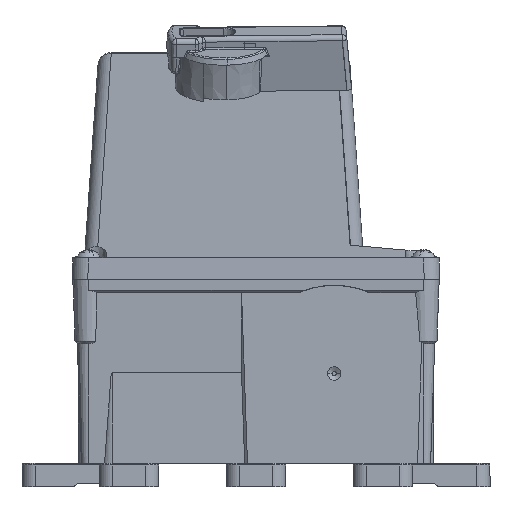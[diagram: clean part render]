
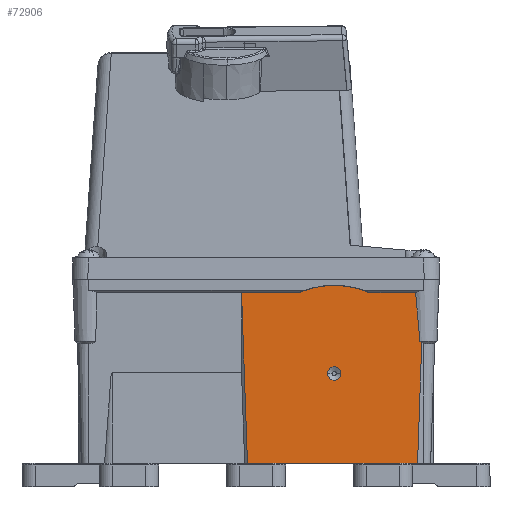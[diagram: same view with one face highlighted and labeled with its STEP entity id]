
A CAD part, front view. The second image highlights one B-rep face of the part: STEP entity #72906.
In plain terms, the highlighted planar face has unit normal (0, -1, 0).
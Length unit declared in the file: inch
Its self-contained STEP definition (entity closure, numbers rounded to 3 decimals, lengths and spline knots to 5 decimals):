
#509 = VERTEX_POINT ( 'NONE', #32880 ) ;
#581 = ORIENTED_EDGE ( 'NONE', *, *, #9157, .F. ) ;
#1063 = CARTESIAN_POINT ( 'NONE',  ( 3.0059, -5.79693, 3.32636 ) ) ;
#1697 = CARTESIAN_POINT ( 'NONE',  ( -0.27081, -5.79693, 3.63023 ) ) ;
#3327 = B_SPLINE_CURVE_WITH_KNOTS ( 'NONE', 3,
 ( #94448, #72588, #26529, #11681 ),
 .UNSPECIFIED., .F., .F.,
 ( 4, 4 ),
 ( 0., 0.00091 ),
 .UNSPECIFIED. ) ;
#5942 = ORIENTED_EDGE ( 'NONE', *, *, #14841, .F. ) ;
#9157 = EDGE_CURVE ( 'NONE', #64760, #67663, #3327, .T. ) ;
#10082 = DIRECTION ( 'NONE',  ( -0.035, 0., -0.999 ) ) ;
#10236 = ORIENTED_EDGE ( 'NONE', *, *, #97732, .F. ) ;
#10483 = EDGE_CURVE ( 'NONE', #53757, #96326, #48831, .T. ) ;
#10918 = VERTEX_POINT ( 'NONE', #72029 ) ;
#11647 = DIRECTION ( 'NONE',  ( -0.035, 0., 0.999 ) ) ;
#11681 = CARTESIAN_POINT ( 'NONE',  ( 3.09963, -5.79693, 2.71298 ) ) ;
#14841 = EDGE_CURVE ( 'NONE', #509, #75991, #55722, .T. ) ;
#17050 = LINE ( 'NONE', #40304, #85623 ) ;
#17133 = LINE ( 'NONE', #49296, #25281 ) ;
#20302 = CARTESIAN_POINT ( 'NONE',  ( 0.79834, -5.79693, 3.63023 ) ) ;
#20891 = ORIENTED_EDGE ( 'NONE', *, *, #43718, .F. ) ;
#20952 = VECTOR ( 'NONE', #70091, 39.37008 ) ;
#22058 = PLANE ( 'NONE',  #26501 ) ;
#22322 = CARTESIAN_POINT ( 'NONE',  ( -0.15941, -5.79693, 0.44 ) ) ;
#22448 = VECTOR ( 'NONE', #78971, 39.37008 ) ;
#23295 = ORIENTED_EDGE ( 'NONE', *, *, #84856, .F. ) ;
#23699 = VECTOR ( 'NONE', #49245, 39.37008 ) ;
#24844 = CARTESIAN_POINT ( 'NONE',  ( 3.03148, -5.79693, 3.02281 ) ) ;
#25281 = VECTOR ( 'NONE', #11647, 39.37008 ) ;
#26501 = AXIS2_PLACEMENT_3D ( 'NONE', #35474, #67644, #65702 ) ;
#26529 = CARTESIAN_POINT ( 'NONE',  ( 3.08771, -5.79693, 2.71453 ) ) ;
#31903 = CARTESIAN_POINT ( 'NONE',  ( 2.12757, -5.79693, 3.63023 ) ) ;
#32880 = CARTESIAN_POINT ( 'NONE',  ( -0.27081, -5.79693, 3.63023 ) ) ;
#33895 = LINE ( 'NONE', #31903, #22448 ) ;
#35397 = CARTESIAN_POINT ( 'NONE',  ( 1.58795, -5.79693, 2.11998 ) ) ;
#35474 = CARTESIAN_POINT ( 'NONE',  ( 3.66023, -5.79693, 3.63023 ) ) ;
#38829 = CIRCLE ( 'NONE', #94259, 1.65 ) ;
#40304 = CARTESIAN_POINT ( 'NONE',  ( 3.09963, -5.79693, 2.71298 ) ) ;
#41822 = CARTESIAN_POINT ( 'NONE',  ( 2.905, -5.79693, 0.44 ) ) ;
#42349 = ORIENTED_EDGE ( 'NONE', *, *, #80278, .F. ) ;
#42544 = AXIS2_PLACEMENT_3D ( 'NONE', #97751, #68940, #61525 ) ;
#43718 = EDGE_CURVE ( 'NONE', #75991, #62606, #38829, .T. ) ;
#45621 = CARTESIAN_POINT ( 'NONE',  ( 1.46295, -5.79693, 2.12 ) ) ;
#45805 = EDGE_CURVE ( 'NONE', #67663, #10918, #17050, .T. ) ;
#47174 = CARTESIAN_POINT ( 'NONE',  ( 3.02478, -5.79693, 3.09868 ) ) ;
#48051 = ORIENTED_EDGE ( 'NONE', *, *, #71689, .F. ) ;
#48715 = AXIS2_PLACEMENT_3D ( 'NONE', #78113, #85534, #93998 ) ;
#48831 = CIRCLE ( 'NONE', #42544, 0.125 ) ;
#49050 = EDGE_LOOP ( 'NONE', ( #10236, #42349, #20891, #5942, #58989, #23295, #73713, #581 ) ) ;
#49245 = DIRECTION ( 'NONE',  ( -1., 0., 0. ) ) ;
#49296 = CARTESIAN_POINT ( 'NONE',  ( -0.15941, -5.79693, 0.44 ) ) ;
#53621 = CARTESIAN_POINT ( 'NONE',  ( 2.99492, -5.79693, 3.47826 ) ) ;
#53757 = VERTEX_POINT ( 'NONE', #35397 ) ;
#54087 = B_SPLINE_CURVE_WITH_KNOTS ( 'NONE', 3,
 ( #83346, #53621, #1063, #47174, #24844, #60565, #77372, #69438 ),
 .UNSPECIFIED., .F., .F.,
 ( 4, 2, 2, 4 ),
 ( 0., 0.01161, 0.01741, 0.02321 ),
 .UNSPECIFIED. ) ;
#55030 = DIRECTION ( 'NONE',  ( 0., 1., 0. ) ) ;
#55722 = LINE ( 'NONE', #1697, #20952 ) ;
#56839 = VERTEX_POINT ( 'NONE', #87633 ) ;
#58815 = CARTESIAN_POINT ( 'NONE',  ( 3.06436, -5.79693, 2.72 ) ) ;
#58904 = ORIENTED_EDGE ( 'NONE', *, *, #10483, .F. ) ;
#58989 = ORIENTED_EDGE ( 'NONE', *, *, #76611, .F. ) ;
#59205 = CARTESIAN_POINT ( 'NONE',  ( 1.33795, -5.79693, 2.12002 ) ) ;
#60565 = CARTESIAN_POINT ( 'NONE',  ( 3.04636, -5.79693, 2.87124 ) ) ;
#61525 = DIRECTION ( 'NONE',  ( -1., 0., 0. ) ) ;
#62606 = VERTEX_POINT ( 'NONE', #89830 ) ;
#64216 = CARTESIAN_POINT ( 'NONE',  ( 3.09963, -5.79693, 2.71298 ) ) ;
#64760 = VERTEX_POINT ( 'NONE', #58815 ) ;
#65320 = EDGE_LOOP ( 'NONE', ( #48051, #58904 ) ) ;
#65702 = DIRECTION ( 'NONE',  ( -1., 0., 0. ) ) ;
#67644 = DIRECTION ( 'NONE',  ( 0., 1., 0. ) ) ;
#67663 = VERTEX_POINT ( 'NONE', #64216 ) ;
#68940 = DIRECTION ( 'NONE',  ( 0., -1., 0. ) ) ;
#69438 = CARTESIAN_POINT ( 'NONE',  ( 3.06436, -5.79693, 2.72 ) ) ;
#70091 = DIRECTION ( 'NONE',  ( 1., 0., 0. ) ) ;
#70626 = VERTEX_POINT ( 'NONE', #22322 ) ;
#71689 = EDGE_CURVE ( 'NONE', #96326, #53757, #75594, .T. ) ;
#72029 = CARTESIAN_POINT ( 'NONE',  ( 3.02025, -5.79693, 0.44 ) ) ;
#72588 = CARTESIAN_POINT ( 'NONE',  ( 3.07597, -5.79693, 2.71691 ) ) ;
#72906 = ADVANCED_FACE ( 'NONE', ( #97417, #89972 ), #22058, .F. ) ;
#73713 = ORIENTED_EDGE ( 'NONE', *, *, #45805, .F. ) ;
#75594 = CIRCLE ( 'NONE', #48715, 0.125 ) ;
#75991 = VERTEX_POINT ( 'NONE', #20302 ) ;
#76611 = EDGE_CURVE ( 'NONE', #70626, #509, #17133, .T. ) ;
#77372 = CARTESIAN_POINT ( 'NONE',  ( 3.05445, -5.79693, 2.79553 ) ) ;
#77796 = DIRECTION ( 'NONE',  ( -1., 0., 0. ) ) ;
#78113 = CARTESIAN_POINT ( 'NONE',  ( 1.46295, -5.79693, 2.12 ) ) ;
#78971 = DIRECTION ( 'NONE',  ( 1., 0., 0. ) ) ;
#80278 = EDGE_CURVE ( 'NONE', #62606, #56839, #33895, .T. ) ;
#83346 = CARTESIAN_POINT ( 'NONE',  ( 2.98465, -5.79693, 3.63023 ) ) ;
#84856 = EDGE_CURVE ( 'NONE', #10918, #70626, #97650, .T. ) ;
#85534 = DIRECTION ( 'NONE',  ( 0., -1., 0. ) ) ;
#85623 = VECTOR ( 'NONE', #10082, 39.37008 ) ;
#87633 = CARTESIAN_POINT ( 'NONE',  ( 2.98465, -5.79693, 3.63023 ) ) ;
#89830 = CARTESIAN_POINT ( 'NONE',  ( 2.12757, -5.79693, 3.63023 ) ) ;
#89972 = FACE_BOUND ( 'NONE', #65320, .T. ) ;
#93998 = DIRECTION ( 'NONE',  ( -1., 0., 0. ) ) ;
#94259 = AXIS2_PLACEMENT_3D ( 'NONE', #45621, #55030, #77796 ) ;
#94448 = CARTESIAN_POINT ( 'NONE',  ( 3.06436, -5.79693, 2.72 ) ) ;
#96326 = VERTEX_POINT ( 'NONE', #59205 ) ;
#97417 = FACE_OUTER_BOUND ( 'NONE', #49050, .T. ) ;
#97650 = LINE ( 'NONE', #41822, #23699 ) ;
#97732 = EDGE_CURVE ( 'NONE', #56839, #64760, #54087, .T. ) ;
#97751 = CARTESIAN_POINT ( 'NONE',  ( 1.46295, -5.79693, 2.12 ) ) ;
